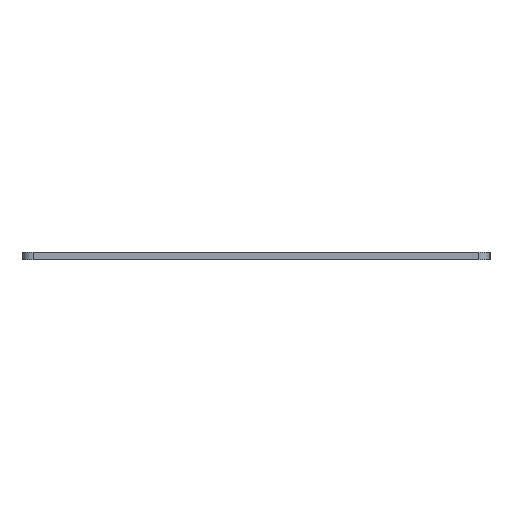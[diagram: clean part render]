
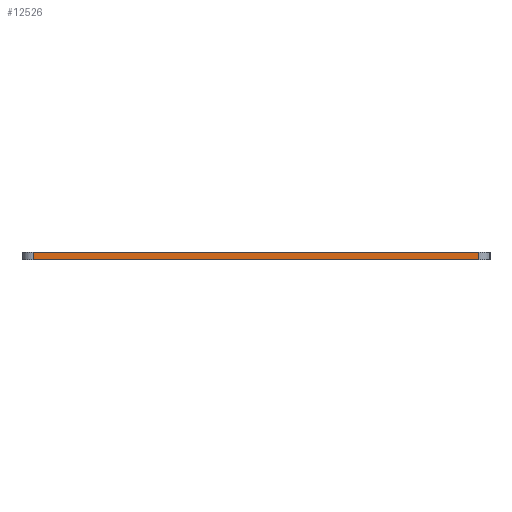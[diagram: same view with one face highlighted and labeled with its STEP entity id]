
A CAD part, left-side view. The second image highlights one B-rep face of the part: STEP entity #12526.
In plain terms, the highlighted planar face has unit normal (-1, 0, 0).
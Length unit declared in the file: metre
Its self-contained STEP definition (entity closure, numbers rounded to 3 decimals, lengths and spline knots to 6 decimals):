
#59=PLANE('',#13294);
#540=LINE('',#18864,#1813);
#541=LINE('',#18868,#1814);
#542=LINE('',#18870,#1815);
#543=LINE('',#18872,#1816);
#1813=VECTOR('',#15006,1.);
#1814=VECTOR('',#15011,1.);
#1815=VECTOR('',#15012,1.);
#1816=VECTOR('',#15013,1.);
#3293=ORIENTED_EDGE('',*,*,#7035,.F.);
#3294=ORIENTED_EDGE('',*,*,#7036,.F.);
#3295=ORIENTED_EDGE('',*,*,#7037,.T.);
#3296=ORIENTED_EDGE('',*,*,#7033,.T.);
#7033=EDGE_CURVE('',#8859,#8858,#540,.T.);
#7035=EDGE_CURVE('',#8860,#8858,#541,.T.);
#7036=EDGE_CURVE('',#8861,#8860,#542,.T.);
#7037=EDGE_CURVE('',#8861,#8859,#543,.T.);
#8858=VERTEX_POINT('',#18863);
#8859=VERTEX_POINT('',#18865);
#8860=VERTEX_POINT('',#18869);
#8861=VERTEX_POINT('',#18871);
#10654=EDGE_LOOP('',(#3293,#3294,#3295,#3296));
#11429=FACE_BOUND('',#10654,.T.);
#12526=ADVANCED_FACE('',(#11429),#59,.T.);
#13294=AXIS2_PLACEMENT_3D('',#18867,#15009,#15010);
#15006=DIRECTION('',(0.,0.,-1.));
#15009=DIRECTION('',(-1.,0.,0.));
#15010=DIRECTION('',(0.,0.,1.));
#15011=DIRECTION('',(0.,1.,0.));
#15012=DIRECTION('',(0.,0.,-1.));
#15013=DIRECTION('',(0.,1.,0.));
#18863=CARTESIAN_POINT('',(-0.142875,0.045375,0.));
#18864=CARTESIAN_POINT('',(-0.142875,0.045375,0.0015));
#18865=CARTESIAN_POINT('',(-0.142875,0.045375,0.0015));
#18867=CARTESIAN_POINT('',(-0.142875,0.,0.0015));
#18868=CARTESIAN_POINT('',(-0.142875,0.,0.));
#18869=CARTESIAN_POINT('',(-0.142875,-0.045375,0.));
#18870=CARTESIAN_POINT('',(-0.142875,-0.045375,0.0015));
#18871=CARTESIAN_POINT('',(-0.142875,-0.045375,0.0015));
#18872=CARTESIAN_POINT('',(-0.142875,0.,0.0015));
